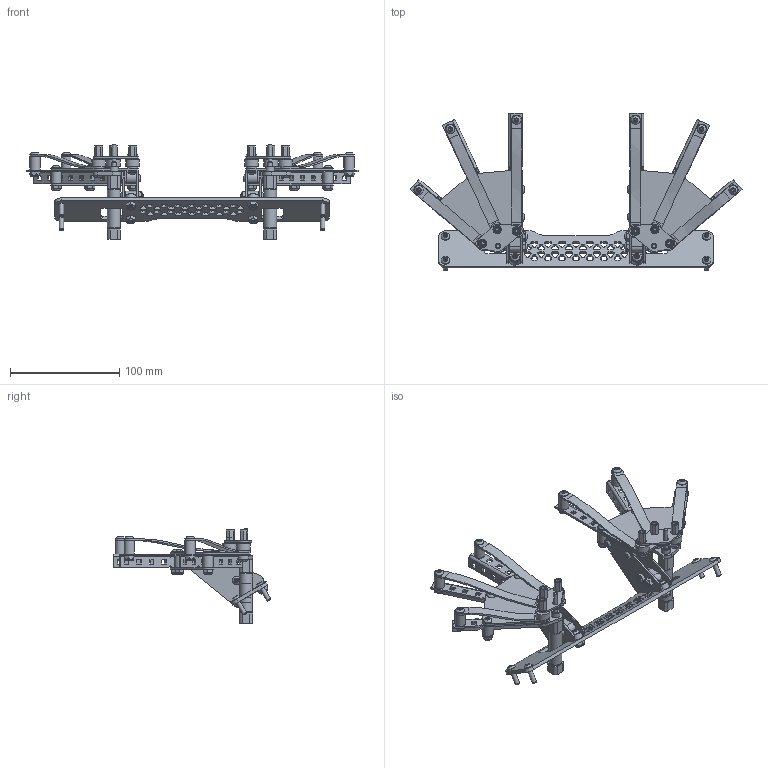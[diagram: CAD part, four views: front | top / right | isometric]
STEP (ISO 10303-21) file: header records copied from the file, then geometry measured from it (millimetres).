
FILE_DESCRIPTION(/* description */ (''),/* implementation_level */ '2;1');
FILE_NAME(/* name */ 'Endgame.step',/* time_stamp */ '2024-06-27T21:03:33-05:00',/* author */ (''),/* organization */ (''),/* preprocessor_version */ 'ST-DEVELOPER v20',/* originating_system */ 'Autodesk Translation Framework v13.14.0.145',/* authorisation */ '');
FILE_SCHEMA (('AUTOMOTIVE_DESIGN { 1 0 10303 214 3 1 1 }'));
Products named in the file (55): Endgame; 1x1 Angle Alu v1; Ball; 1x1 Angle Alu v1 (1); ball_1; Spacer (Nylon), .375 OD v1; Screw Star v1; Spidey; NCJ2B10-050; NCJ2B10-050.step_NCJ2-Body_10; NCJ2B10-050.step_NCJ2-Rod_10; Screw Star v1 (2); Spacer (Nylon), .500 OD v1 (1); Spacer (Nylon), .500 OD v1 (2); Spacer (Nylon), .500 OD v1; Standoff v1; 1x1 Angle Alu v1 (2); EG MOUNT POLY; EG MOUNT; Spacer (Nylon), .375 OD v1 (2); BLue; cross_bar_v23_-_cross_bar_v23; 9 hole poly; 7 hole poly; Ball v10(Mirror); ball v2(Mirror); Spacer (Nylon), .375 OD v1(Mirror); Screw Star v1(Mirror); Nut Thin Nylock v1(Mirror) (1); Spidey v4(Mirror); NCJ2B10-050.step_NCJ2-Body_10(Mirror); NCJ2B10-050.step_NCJ2-Rod_10(Mirror); Spacer (Nylon), .500 OD v1 (1)(Mirror); Spacer (Nylon), .500 OD v1 (2)(Mirror); Spacer (Nylon), .500 OD v1(Mirror); Standoff v1(Mirror); EG MOUNT POLY v2(Mirror); EG MOUNT v5(Mirror); Nut Thin Nylock v1(Mirror); Spacer (Nylon), .375 OD v1 (2)(Mirror) ...
Assembly tree (118 placements, depth 3):
  Endgame
    1x1 Angle Alu v1
    Ball
    1x1 Angle Alu v1 (1)
    ball_1
    Spacer (Nylon), .375 OD v1  x3
    Screw Star v1  x3
    Nut Thin Nylock  x18
    Spidey
    NCJ2B10-050
      NCJ2B10-050.step_NCJ2-Body_10
      NCJ2B10-050.step_NCJ2-Rod_10
    Screw Star v1 (1)  x3
    Screw Star v1 (2)
    Spacer (Nylon), .500 OD v1 (1)
    Screw Star v1 (3)  x2
    Spacer (Nylon), .500 OD v1 (2)
    Spacer (Nylon), .500 OD v1
    Standoff v1  x3
    1x1 Angle Alu v1 (2)
    EG MOUNT POLY  x2
    Spacer (Nylon), .375 OD v1 (1)  x4
    EG MOUNT
    Spacer (Nylon), .375 OD v1 (2)  x3
    BLue
    cross_bar_v23_-_cross_bar_v23
    Screw Star v1 (4)  x3
    9 hole poly  x2
    7 hole poly
    Ball v10(Mirror)
    ball v2(Mirror)
    Spacer (Nylon), .375 OD v1(Mirror)  x3
    Screw Star v1(Mirror)  x3
    Nut Thin Nylock v1(Mirror) (1)
    Spidey v4(Mirror)
    NCJ2B10-050.step_NCJ2-Body_10(Mirror)
    NCJ2B10-050.step_NCJ2-Rod_10(Mirror)
    Spacer (Nylon), .500 OD v1 (1)(Mirror)
    Spacer (Nylon), .500 OD v1 (2)(Mirror)
    Spacer (Nylon), .500 OD v1(Mirror)
    Standoff v1(Mirror)  x3
    EG MOUNT POLY v2(Mirror)  x2
    EG MOUNT v5(Mirror)
    Nut Thin Nylock v1(Mirror)  x5
    Spacer (Nylon), .375 OD v1 (2)(Mirror)  x3
    BLue v5(Mirror)
    Screw Star v1 (4)(Mirror)
    9 hole poly v4(Mirror)  x2
    7 hole poly v2(Mirror)
    Screw Star v1 (5)  x4
    1x1 Angle Alu v1 (3)  x2
    1x1 Angle Alu v1 (4)
    Screw Star v1 (6)  x6
    Screw Star v1 (7)  x4
    Screw Star v1 (8)  x4
Bounding box: 304.53 x 144.31 x 86.67 mm (x, y, z)
Volume: 129967.3 mm3; surface area: 151958.3 mm2
Topology: 117 solids, 117 shells, 3012 faces, 7864 edges, 5182 vertices
Faces by surface type: cylinder 1344, plane 1214, cone 324, torus 60, bspline 36, sphere 34
Full cylindrical faces by diameter (mm): 3.1 x2, 3.391 x48, 3.505 x2, 4 x4, 4.166 x34, 4.191 x6, 4.521 x12, 4.572 x40, 4.623 x16, 4.83 x4, 4.928 x22, 5.588 x24, 7.62 x6, 7.874 x24, 7.925 x34, 7.938 x4, 9.525 x16, 10 x4, 11.94 x2, 12.7 x6
Entity records: 63887 total; most frequent: CARTESIAN_POINT 15850, DIRECTION 9623, ORIENTED_EDGE 9616, EDGE_CURVE 4808, AXIS2_PLACEMENT_3D 3406, VERTEX_POINT 3198, LINE 2811, VECTOR 2811
